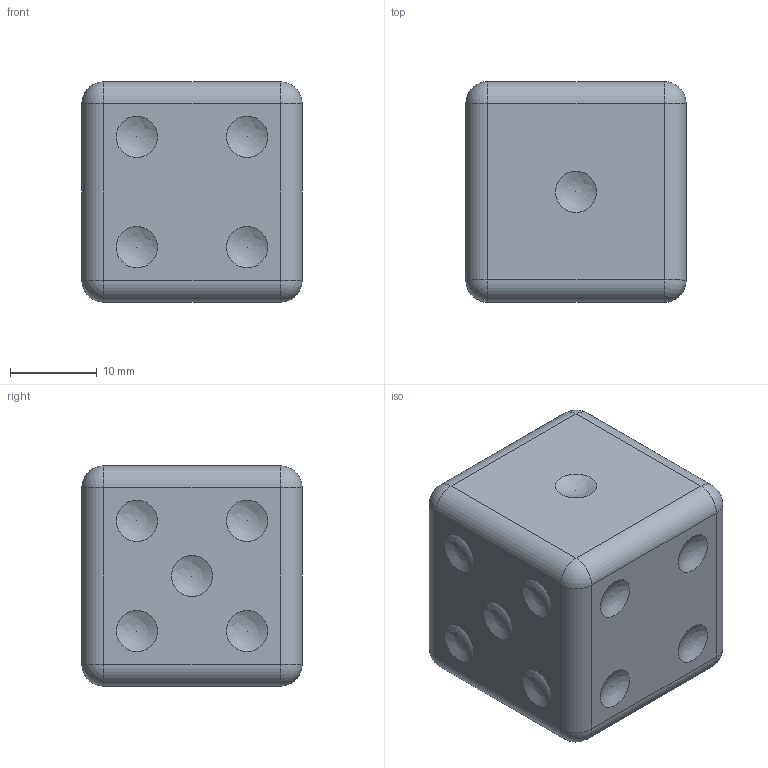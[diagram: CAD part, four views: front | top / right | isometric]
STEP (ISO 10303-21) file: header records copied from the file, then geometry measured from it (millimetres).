
FILE_DESCRIPTION(/* description */ (''),/* implementation_level */ '2;1');
FILE_NAME(/* name */ 'Broncos Assembly.stp',/* time_stamp */ '2014-07-25T16:34:25-05:00',/* author */ ('quinn'),/* organization */ (''),/* preprocessor_version */ 'ST-DEVELOPER v15.2',/* originating_system */ 'Autodesk Inventor 2014',/* authorisation */ '');
FILE_SCHEMA (('AUTOMOTIVE_DESIGN { 1 0 10303 214 3 1 1 }'));
Length unit declared in the file: inch
Products named in the file (3): Broncos; OrangePip; Broncos Assembly
Bounding box: 25.4 x 25.4 x 25.4 mm (x, y, z)
Volume: 15862.9 mm3; surface area: 5100.1 mm2
Topology: 22 solids, 22 shells, 131 faces, 241 edges, 158 vertices
Faces by surface type: cylinder 54, plane 48, bspline 21, sphere 8
Full cylindrical faces by diameter (mm): 4.75 x42
Entity records: 1884 total; most frequent: DIRECTION 356, CARTESIAN_POINT 300, ORIENTED_EDGE 188, AXIS2_PLACEMENT_3D 164, EDGE_LOOP 114, EDGE_CURVE 94, ADVANCED_FACE 71, VERTEX_POINT 70
